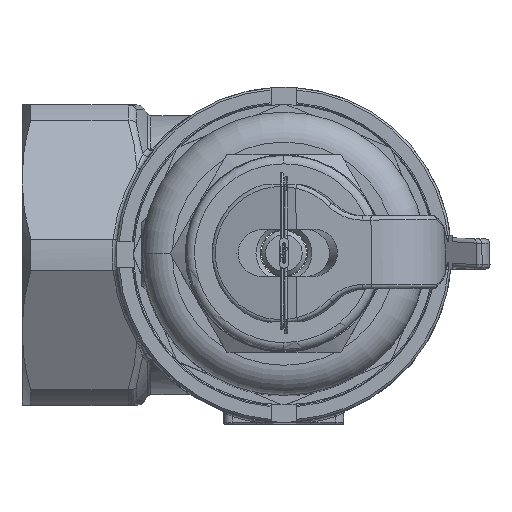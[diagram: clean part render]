
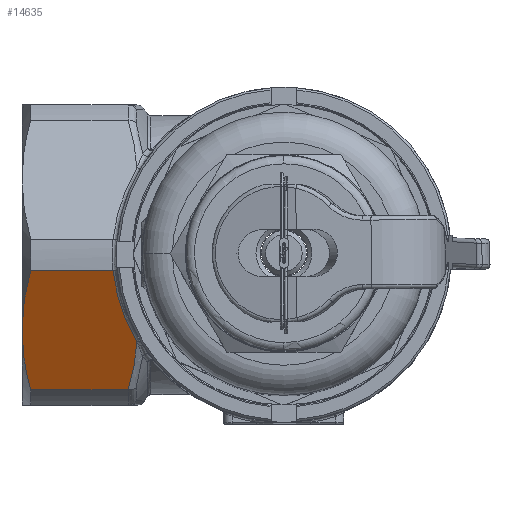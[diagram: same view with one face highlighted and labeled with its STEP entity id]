
A CAD part, top view. The second image highlights one B-rep face of the part: STEP entity #14635.
In plain terms, the highlighted planar face has unit normal (0, -0.5, 0.866).
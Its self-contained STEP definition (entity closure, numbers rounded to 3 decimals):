
#13864=CARTESIAN_POINT('',(-61.,-17.5,30.311));
#13865=VERTEX_POINT('',#13864);
#14037=CARTESIAN_POINT('',(-58.979,-3.61,38.33));
#14038=VERTEX_POINT('',#14037);
#14039=CARTESIAN_POINT('',(-39.828,-3.61,38.33));
#14040=VERTEX_POINT('',#14039);
#14041=CARTESIAN_POINT('',(-58.979,-3.61,38.33));
#14042=DIRECTION('',(1.,0.,0.));
#14043=VECTOR('',#14042,19.151);
#14044=LINE('',#14041,#14043);
#14045=EDGE_CURVE('NONE',#14038,#14040,#14044,.T.);
#14333=CARTESIAN_POINT('',(-58.979,-31.39,22.291));
#14334=VERTEX_POINT('',#14333);
#14368=CARTESIAN_POINT('',(-36.265,-31.39,22.291));
#14369=VERTEX_POINT('',#14368);
#14377=CARTESIAN_POINT('',(-36.265,-31.39,22.291));
#14378=DIRECTION('',(-1.,-0.,-0.));
#14379=VECTOR('',#14378,22.714);
#14380=LINE('',#14377,#14379);
#14381=EDGE_CURVE('NONE',#14369,#14334,#14380,.T.);
#14579=CARTESIAN_POINT('',(0.001,-35.,20.207));
#14580=DIRECTION('',(0.,0.5,-0.866));
#14581=DIRECTION('',(0.,0.866,0.5));
#14582=AXIS2_PLACEMENT_3D('',#14579,#14580,#14581);
#14583=PLANE('',#14582);
#14584=CARTESIAN_POINT('',(-34.22,-20.213,28.745));
#14585=VERTEX_POINT('',#14584);
#14586=CARTESIAN_POINT('',(-36.265,-31.39,22.291));
#14587=CARTESIAN_POINT('',(-35.731,-29.557,23.35));
#14588=CARTESIAN_POINT('',(-35.278,-27.708,24.417));
#14589=CARTESIAN_POINT('',(-34.58,-23.975,26.573));
#14590=CARTESIAN_POINT('',(-34.338,-22.099,27.656));
#14591=CARTESIAN_POINT('',(-34.22,-20.213,28.745));
#14592=B_SPLINE_CURVE_WITH_KNOTS('',3,(#14586,#14587,#14588,#14589,#14590,#14591),.UNSPECIFIED.,.F.,.F.,(4,2,4),(0.,0.007,0.013),.UNSPECIFIED.);
#14593=EDGE_CURVE('NONE',#14369,#14585,#14592,.T.);
#14594=ORIENTED_EDGE('',*,*,#14593,.T.);
#14595=CARTESIAN_POINT('',(-39.788,-3.608,38.331));
#14596=VERTEX_POINT('',#14595);
#14597=CARTESIAN_POINT('',(-34.22,-20.213,28.745));
#14598=CARTESIAN_POINT('',(-37.292,-15.136,31.675));
#14599=CARTESIAN_POINT('',(-39.179,-9.511,34.924));
#14600=CARTESIAN_POINT('',(-39.788,-3.608,38.331));
#14601=(BOUNDED_CURVE()
B_SPLINE_CURVE(3,(#14597,#14598,#14599,#14600),.UNSPECIFIED.,.F.,.F.)
B_SPLINE_CURVE_WITH_KNOTS((4,4),(4.168,4.61),.UNSPECIFIED.)
CURVE()
GEOMETRIC_REPRESENTATION_ITEM()
RATIONAL_B_SPLINE_CURVE((1.,0.984,0.984,1.))
REPRESENTATION_ITEM(''));
#14602=EDGE_CURVE('NONE',#14585,#14596,#14601,.T.);
#14603=ORIENTED_EDGE('',*,*,#14602,.T.);
#14604=CARTESIAN_POINT('',(-39.788,-3.608,38.331));
#14605=CARTESIAN_POINT('',(-39.802,-3.609,38.331));
#14606=CARTESIAN_POINT('',(-39.815,-3.61,38.33));
#14607=CARTESIAN_POINT('',(-39.828,-3.61,38.33));
#14608=B_SPLINE_CURVE_WITH_KNOTS('',3,(#14604,#14605,#14606,#14607),.UNSPECIFIED.,.F.,.F.,(4,4),(0.,0.),.UNSPECIFIED.);
#14609=EDGE_CURVE('NONE',#14596,#14040,#14608,.T.);
#14610=ORIENTED_EDGE('',*,*,#14609,.T.);
#14611=ORIENTED_EDGE('',*,*,#14045,.F.);
#14612=CARTESIAN_POINT('',(-58.979,-3.61,38.33));
#14613=CARTESIAN_POINT('',(-59.616,-5.902,37.007));
#14614=CARTESIAN_POINT('',(-60.125,-8.204,35.678));
#14615=CARTESIAN_POINT('',(-60.817,-12.832,33.006));
#14616=CARTESIAN_POINT('',(-61.,-15.159,31.662));
#14617=CARTESIAN_POINT('',(-61.,-17.5,30.311));
#14618=B_SPLINE_CURVE_WITH_KNOTS('',3,(#14612,#14613,#14614,#14615,#14616,#14617),.UNSPECIFIED.,.F.,.F.,(4,2,4),(0.,0.008,0.016),.UNSPECIFIED.);
#14619=EDGE_CURVE('NONE',#14038,#13865,#14618,.T.);
#14620=ORIENTED_EDGE('',*,*,#14619,.T.);
#14621=CARTESIAN_POINT('',(-61.,-17.5,30.311));
#14622=CARTESIAN_POINT('',(-61.,-18.662,29.64));
#14623=CARTESIAN_POINT('',(-60.955,-19.827,28.967));
#14624=CARTESIAN_POINT('',(-60.777,-22.164,27.618));
#14625=CARTESIAN_POINT('',(-60.643,-23.333,26.943));
#14626=CARTESIAN_POINT('',(-60.122,-26.813,24.934));
#14627=CARTESIAN_POINT('',(-59.612,-29.11,23.608));
#14628=CARTESIAN_POINT('',(-58.979,-31.39,22.291));
#14629=B_SPLINE_CURVE_WITH_KNOTS('',3,(#14621,#14622,#14623,#14624,#14625,#14626,#14627,#14628),.UNSPECIFIED.,.F.,.F.,(4,2,2,4),(0.016,0.02,0.024,0.032),.UNSPECIFIED.);
#14630=EDGE_CURVE('NONE',#13865,#14334,#14629,.T.);
#14631=ORIENTED_EDGE('',*,*,#14630,.T.);
#14632=ORIENTED_EDGE('',*,*,#14381,.F.);
#14633=EDGE_LOOP('',(#14594,#14603,#14610,#14611,#14620,#14631,#14632));
#14634=FACE_BOUND('',#14633,.T.);
#14635=ADVANCED_FACE('NONE',(#14634),#14583,.F.);
